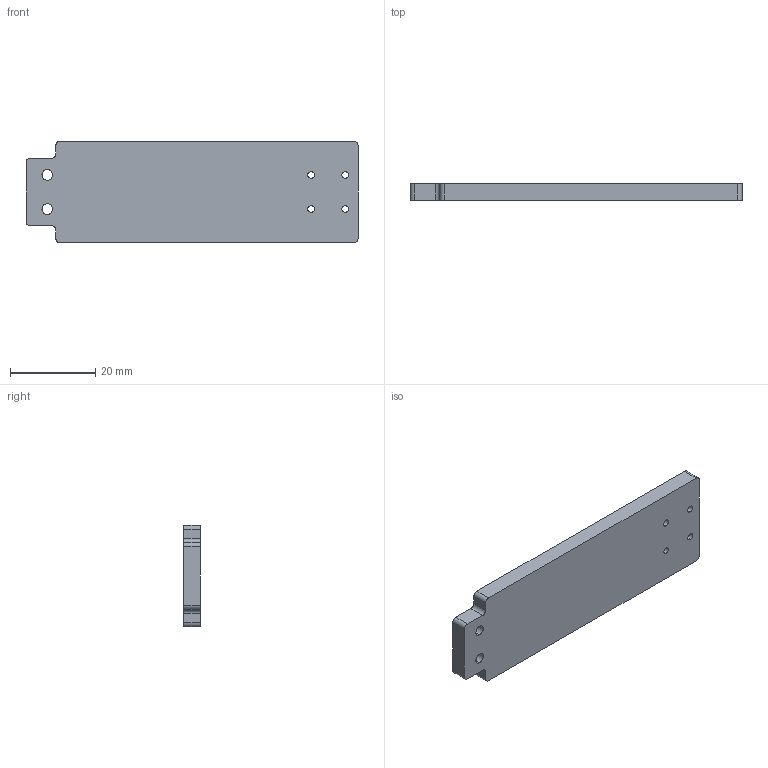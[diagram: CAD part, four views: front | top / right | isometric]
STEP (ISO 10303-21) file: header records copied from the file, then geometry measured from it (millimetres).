
FILE_DESCRIPTION (( 'STEP AP203' ), '1' );
FILE_NAME ('20_Solenoid Plunger Back.STEP', '2024-02-01T15:53:59', ( '' ), ( '' ), 'SwSTEP 2.0', 'SolidWorks 2023', '' );
FILE_SCHEMA (( 'CONFIG_CONTROL_DESIGN' ));
Length unit declared in the file: millimetre
Products named in the file (1): 20_Solenoid Plunger Back
Bounding box: 78 x 3.9 x 23.8 mm (x, y, z)
Volume: 6307.6 mm3; surface area: 4512.9 mm2
Topology: 1 solids, 1 shells, 38 faces, 108 edges, 72 vertices
Faces by surface type: cylinder 24, plane 14
Entity records: 1361 total; most frequent: DIRECTION 234, CARTESIAN_POINT 219, ORIENTED_EDGE 216, EDGE_CURVE 108, AXIS2_PLACEMENT_3D 87, VERTEX_POINT 72, VECTOR 60, LINE 60
